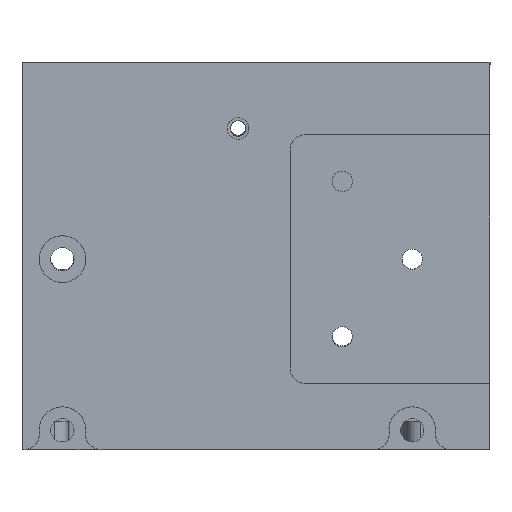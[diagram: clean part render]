
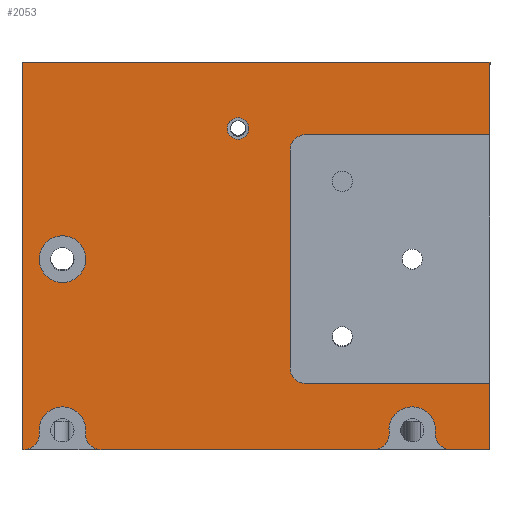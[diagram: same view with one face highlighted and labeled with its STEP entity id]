
A CAD part, left-side view. The second image highlights one B-rep face of the part: STEP entity #2053.
In plain terms, the highlighted face is planar.
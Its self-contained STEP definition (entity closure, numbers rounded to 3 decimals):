
#130=FACE_BOUND('',#462,.T.);
#131=FACE_BOUND('',#463,.T.);
#194=CIRCLE('',#2232,2.);
#199=CIRCLE('',#2240,2.);
#207=CIRCLE('',#2259,2.);
#209=CIRCLE('',#2262,3.);
#210=CIRCLE('',#2263,2.);
#211=CIRCLE('',#2264,2.);
#212=CIRCLE('',#2265,3.);
#213=CIRCLE('',#2266,2.);
#214=CIRCLE('',#2267,3.);
#215=CIRCLE('',#2268,1.4);
#311=FACE_OUTER_BOUND('',#461,.T.);
#461=EDGE_LOOP('',(#1788,#1789,#1790,#1791,#1792,#1793,#1794,#1795,#1796,
#1797,#1798,#1799,#1800,#1801,#1802,#1803,#1804,#1805));
#462=EDGE_LOOP('',(#1806));
#463=EDGE_LOOP('',(#1807));
#603=LINE('',#3313,#788);
#609=LINE('',#3325,#794);
#617=LINE('',#3342,#802);
#624=LINE('',#3369,#809);
#628=LINE('',#3377,#813);
#632=LINE('',#3385,#817);
#642=LINE('',#3417,#827);
#645=LINE('',#3424,#830);
#658=LINE('',#3464,#843);
#660=LINE('',#3472,#845);
#788=VECTOR('',#2651,10.);
#794=VECTOR('',#2657,10.);
#802=VECTOR('',#2669,10.);
#809=VECTOR('',#2692,10.);
#813=VECTOR('',#2696,10.);
#817=VECTOR('',#2700,10.);
#827=VECTOR('',#2730,10.);
#830=VECTOR('',#2739,10.);
#843=VECTOR('',#2784,10.);
#845=VECTOR('',#2794,10.);
#971=VERTEX_POINT('',#3309);
#973=VERTEX_POINT('',#3312);
#978=VERTEX_POINT('',#3322);
#979=VERTEX_POINT('',#3324);
#986=VERTEX_POINT('',#3340);
#998=VERTEX_POINT('',#3368);
#1001=VERTEX_POINT('',#3374);
#1002=VERTEX_POINT('',#3376);
#1005=VERTEX_POINT('',#3382);
#1006=VERTEX_POINT('',#3384);
#1011=VERTEX_POINT('',#3397);
#1012=VERTEX_POINT('',#3399);
#1018=VERTEX_POINT('',#3416);
#1019=VERTEX_POINT('',#3420);
#1031=VERTEX_POINT('',#3466);
#1033=VERTEX_POINT('',#3473);
#1034=VERTEX_POINT('',#3476);
#1035=VERTEX_POINT('',#3478);
#1036=VERTEX_POINT('',#3481);
#1037=VERTEX_POINT('',#3483);
#1217=EDGE_CURVE('',#973,#971,#603,.T.);
#1223=EDGE_CURVE('',#979,#978,#609,.T.);
#1232=EDGE_CURVE('',#978,#986,#617,.T.);
#1245=EDGE_CURVE('',#998,#973,#624,.T.);
#1249=EDGE_CURVE('',#1002,#1001,#628,.T.);
#1253=EDGE_CURVE('',#1006,#1005,#632,.T.);
#1260=EDGE_CURVE('',#1011,#1012,#194,.T.);
#1269=EDGE_CURVE('',#1012,#1018,#642,.T.);
#1271=EDGE_CURVE('',#1018,#1019,#199,.T.);
#1273=EDGE_CURVE('',#971,#1019,#645,.T.);
#1293=EDGE_CURVE('',#1011,#979,#658,.T.);
#1294=EDGE_CURVE('',#1031,#1005,#207,.T.);
#1297=EDGE_CURVE('',#986,#1006,#660,.T.);
#1298=EDGE_CURVE('',#1031,#1033,#209,.T.);
#1299=EDGE_CURVE('',#1002,#1033,#210,.T.);
#1300=EDGE_CURVE('',#1034,#1001,#211,.T.);
#1301=EDGE_CURVE('',#1034,#1035,#212,.T.);
#1302=EDGE_CURVE('',#998,#1035,#213,.T.);
#1303=EDGE_CURVE('',#1036,#1036,#214,.T.);
#1304=EDGE_CURVE('',#1037,#1037,#215,.T.);
#1788=ORIENTED_EDGE('',*,*,#1223,.T.);
#1789=ORIENTED_EDGE('',*,*,#1232,.T.);
#1790=ORIENTED_EDGE('',*,*,#1297,.T.);
#1791=ORIENTED_EDGE('',*,*,#1253,.T.);
#1792=ORIENTED_EDGE('',*,*,#1294,.F.);
#1793=ORIENTED_EDGE('',*,*,#1298,.T.);
#1794=ORIENTED_EDGE('',*,*,#1299,.F.);
#1795=ORIENTED_EDGE('',*,*,#1249,.T.);
#1796=ORIENTED_EDGE('',*,*,#1300,.F.);
#1797=ORIENTED_EDGE('',*,*,#1301,.T.);
#1798=ORIENTED_EDGE('',*,*,#1302,.F.);
#1799=ORIENTED_EDGE('',*,*,#1245,.T.);
#1800=ORIENTED_EDGE('',*,*,#1217,.T.);
#1801=ORIENTED_EDGE('',*,*,#1273,.T.);
#1802=ORIENTED_EDGE('',*,*,#1271,.F.);
#1803=ORIENTED_EDGE('',*,*,#1269,.F.);
#1804=ORIENTED_EDGE('',*,*,#1260,.F.);
#1805=ORIENTED_EDGE('',*,*,#1293,.T.);
#1806=ORIENTED_EDGE('',*,*,#1303,.T.);
#1807=ORIENTED_EDGE('',*,*,#1304,.T.);
#1961=PLANE('',#2261);
#2053=ADVANCED_FACE('',(#311,#130,#131),#1961,.T.);
#2232=AXIS2_PLACEMENT_3D('',#3400,#2712,#2713);
#2240=AXIS2_PLACEMENT_3D('',#3421,#2734,#2735);
#2259=AXIS2_PLACEMENT_3D('',#3467,#2787,#2788);
#2261=AXIS2_PLACEMENT_3D('',#3471,#2792,#2793);
#2262=AXIS2_PLACEMENT_3D('',#3474,#2795,#2796);
#2263=AXIS2_PLACEMENT_3D('',#3475,#2797,#2798);
#2264=AXIS2_PLACEMENT_3D('',#3477,#2799,#2800);
#2265=AXIS2_PLACEMENT_3D('',#3479,#2801,#2802);
#2266=AXIS2_PLACEMENT_3D('',#3480,#2803,#2804);
#2267=AXIS2_PLACEMENT_3D('',#3482,#2805,#2806);
#2268=AXIS2_PLACEMENT_3D('',#3484,#2807,#2808);
#2651=DIRECTION('',(0.,0.,-1.));
#2657=DIRECTION('',(0.,0.,-1.));
#2669=DIRECTION('',(0.,1.,0.));
#2692=DIRECTION('',(0.,-1.,0.));
#2696=DIRECTION('',(0.,-1.,0.));
#2700=DIRECTION('',(0.,-1.,0.));
#2712=DIRECTION('center_axis',(1.,0.,0.));
#2713=DIRECTION('ref_axis',(0.,0.707,-0.707));
#2730=DIRECTION('',(0.,0.,1.));
#2734=DIRECTION('center_axis',(1.,0.,0.));
#2735=DIRECTION('ref_axis',(0.,0.707,0.707));
#2739=DIRECTION('',(0.,1.,0.));
#2784=DIRECTION('',(0.,-1.,0.));
#2787=DIRECTION('center_axis',(-1.,0.,0.));
#2788=DIRECTION('ref_axis',(0.,-0.742,0.671));
#2792=DIRECTION('center_axis',(1.,0.,0.));
#2793=DIRECTION('ref_axis',(0.,0.,-1.));
#2794=DIRECTION('',(0.,0.,1.));
#2795=DIRECTION('center_axis',(-1.,0.,0.));
#2796=DIRECTION('ref_axis',(0.,1.,0.));
#2797=DIRECTION('center_axis',(-1.,0.,0.));
#2798=DIRECTION('ref_axis',(0.,0.742,0.671));
#2799=DIRECTION('center_axis',(-1.,0.,0.));
#2800=DIRECTION('ref_axis',(0.,-0.742,0.671));
#2801=DIRECTION('center_axis',(-1.,0.,0.));
#2802=DIRECTION('ref_axis',(0.,1.,0.));
#2803=DIRECTION('center_axis',(-1.,0.,0.));
#2804=DIRECTION('ref_axis',(0.,0.742,0.671));
#2805=DIRECTION('center_axis',(-1.,0.,0.));
#2806=DIRECTION('ref_axis',(0.,1.,0.));
#2807=DIRECTION('center_axis',(-1.,0.,0.));
#2808=DIRECTION('ref_axis',(0.,0.,1.));
#3309=CARTESIAN_POINT('',(101.5,-49.406,-16.694));
#3312=CARTESIAN_POINT('',(101.5,-49.406,-8.194));
#3313=CARTESIAN_POINT('',(101.5,-49.406,-20.5));
#3322=CARTESIAN_POINT('',(101.5,-49.406,-58.));
#3324=CARTESIAN_POINT('',(101.5,-49.406,-48.694));
#3325=CARTESIAN_POINT('',(101.5,-49.406,-20.5));
#3340=CARTESIAN_POINT('',(101.5,10.794,-58.));
#3342=CARTESIAN_POINT('',(101.5,11.,-58.));
#3368=CARTESIAN_POINT('',(101.5,-44.381,-8.194));
#3369=CARTESIAN_POINT('',(101.5,-44.606,-8.194));
#3374=CARTESIAN_POINT('',(101.5,-34.431,-8.194));
#3376=CARTESIAN_POINT('',(101.5,0.619,-8.194));
#3377=CARTESIAN_POINT('',(101.5,-3.,-8.194));
#3382=CARTESIAN_POINT('',(101.5,10.569,-8.194));
#3384=CARTESIAN_POINT('',(101.5,10.794,-8.194));
#3385=CARTESIAN_POINT('',(101.5,-3.,-8.194));
#3397=CARTESIAN_POINT('',(101.5,-25.682,-48.694));
#3399=CARTESIAN_POINT('',(101.5,-23.682,-46.694));
#3400=CARTESIAN_POINT('Origin',(101.5,-25.682,-46.694));
#3416=CARTESIAN_POINT('',(101.5,-23.682,-18.694));
#3417=CARTESIAN_POINT('',(101.5,-23.682,-40.847));
#3420=CARTESIAN_POINT('',(101.5,-25.682,-16.694));
#3421=CARTESIAN_POINT('Origin',(101.5,-25.682,-18.694));
#3424=CARTESIAN_POINT('',(101.5,-18.341,-16.694));
#3464=CARTESIAN_POINT('',(101.5,-33.203,-48.694));
#3466=CARTESIAN_POINT('',(101.5,8.579,-10.394));
#3467=CARTESIAN_POINT('Origin',(101.5,10.569,-10.194));
#3471=CARTESIAN_POINT('Origin',(101.5,-17.,-33.));
#3472=CARTESIAN_POINT('',(101.5,10.794,-45.5));
#3473=CARTESIAN_POINT('',(101.5,2.609,-10.394));
#3474=CARTESIAN_POINT('Origin',(101.5,5.594,-10.694));
#3475=CARTESIAN_POINT('Origin',(101.5,0.619,-10.194));
#3476=CARTESIAN_POINT('',(101.5,-36.421,-10.394));
#3477=CARTESIAN_POINT('Origin',(101.5,-34.431,-10.194));
#3478=CARTESIAN_POINT('',(101.5,-42.391,-10.394));
#3479=CARTESIAN_POINT('Origin',(101.5,-39.406,-10.694));
#3480=CARTESIAN_POINT('Origin',(101.5,-44.381,-10.194));
#3481=CARTESIAN_POINT('',(101.5,2.594,-32.694));
#3482=CARTESIAN_POINT('Origin',(101.5,5.594,-32.694));
#3483=CARTESIAN_POINT('',(101.5,-17.,-50.9));
#3484=CARTESIAN_POINT('Origin',(101.5,-17.,-49.5));
